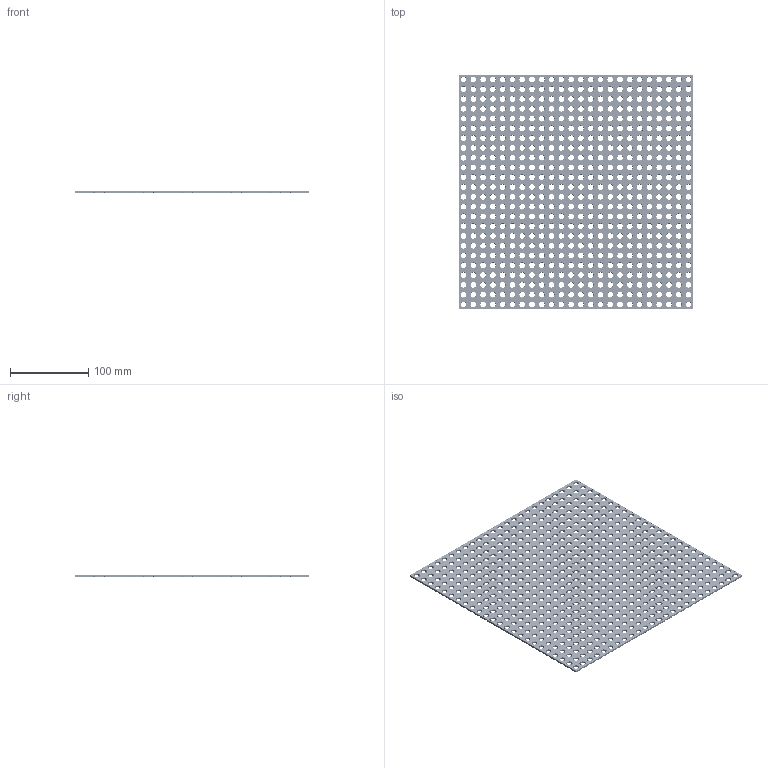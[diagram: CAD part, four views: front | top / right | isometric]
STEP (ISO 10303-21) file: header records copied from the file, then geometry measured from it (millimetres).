
FILE_DESCRIPTION(('FreeCAD Model'),'2;1');
FILE_NAME('Open CASCADE Shape Model','2024-02-25T17:30:01',(''),(''), 'Open CASCADE STEP processor 7.6','FreeCAD','Unknown');
FILE_SCHEMA(('AUTOMOTIVE_DESIGN { 1 0 10303 214 1 1 1 1 }'));
Products named in the file (1): Plate SQR CRNS BU24x00.25 - SPN-PLT-0083 (stemfie.org)
Bounding box: 300 x 300 x 3.12 mm (x, y, z)
Volume: 197684.6 mm3; surface area: 180699 mm2
Topology: 1 solids, 1 shells, 4946 faces, 11842 edges, 7508 vertices
Faces by surface type: plane 1816, cylinder 1796, cone 1152, extrusion 182
Full cylindrical faces by diameter (mm): 7 x576, 9.2 x576
Entity records: 304224 total; most frequent: CARTESIAN_POINT 58831, DIRECTION 47384, VECTOR 25926, LINE 25744, ORIENTED_EDGE 23684, PCURVE 23684, DEFINITIONAL_REPRESENTATION 23684, EDGE_CURVE 11842
